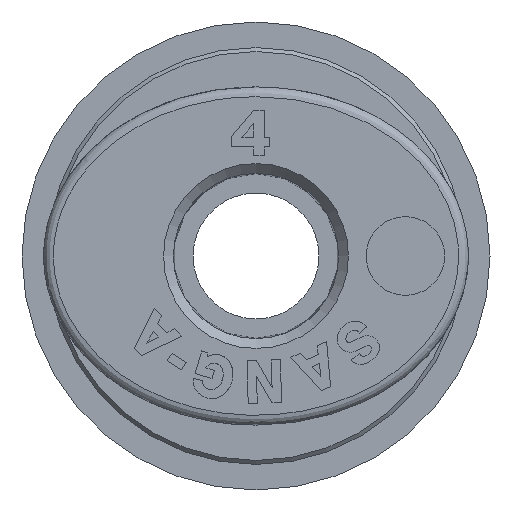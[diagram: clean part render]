
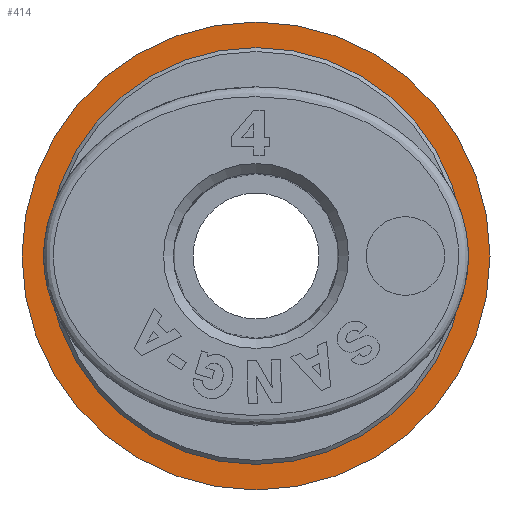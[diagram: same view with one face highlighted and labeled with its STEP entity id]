
A CAD part, left-side view. The second image highlights one B-rep face of the part: STEP entity #414.
In plain terms, the highlighted planar face has unit normal (-1, 0, 0).
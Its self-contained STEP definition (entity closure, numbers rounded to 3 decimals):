
#200=CARTESIAN_POINT('',(-11.5,-5.95,0.0));
#201=VERTEX_POINT('',#200);
#202=CARTESIAN_POINT('',(-11.5,0.,0.0));
#203=DIRECTION('',(-1.0,0.0,0.0));
#204=DIRECTION('',(0.0,-1.0,0.0));
#205=AXIS2_PLACEMENT_3D('',#202,#203,#204);
#206=CIRCLE('',#205,5.95);
#207=EDGE_CURVE('',#201,#201,#206,.T.);
#311=CARTESIAN_POINT('',(-11.5,-2.1,0.0));
#312=VERTEX_POINT('',#311);
#313=CARTESIAN_POINT('',(-11.5,0.,0.0));
#314=DIRECTION('',(1.0,0.0,0.0));
#315=DIRECTION('',(0.0,-1.0,0.0));
#316=AXIS2_PLACEMENT_3D('',#313,#314,#315);
#317=CIRCLE('',#316,2.1);
#318=EDGE_CURVE('',#312,#312,#317,.T.);
#403=CARTESIAN_POINT('',(-11.5,-2.975,0.0));
#404=DIRECTION('',(-1.0,0.0,0.0));
#405=DIRECTION('',(0.0,0.0,-1.0));
#406=AXIS2_PLACEMENT_3D('',#403,#404,#405);
#407=PLANE('',#406);
#408=ORIENTED_EDGE('',*,*,#207,.T.);
#409=EDGE_LOOP('',(#408));
#410=FACE_OUTER_BOUND('',#409,.T.);
#411=ORIENTED_EDGE('',*,*,#318,.T.);
#412=EDGE_LOOP('',(#411));
#413=FACE_BOUND('',#412,.T.);
#414=ADVANCED_FACE('',(#410,#413),#407,.T.);
